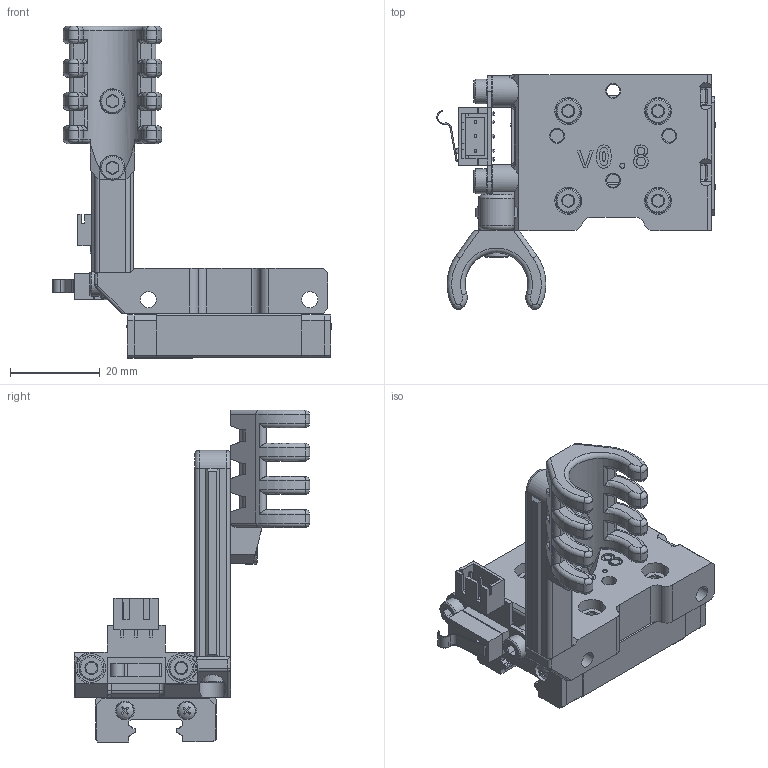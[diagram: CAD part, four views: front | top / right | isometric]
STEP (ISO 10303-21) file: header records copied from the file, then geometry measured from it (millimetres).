
FILE_DESCRIPTION(/* description */ (''),/* implementation_level */ '2;1');
FILE_NAME(/* name */ 'top_right_endstop_anchor.step',/* time_stamp */ '2024-02-26T08:01:02-06:00',/* author */ (''),/* organization */ (''),/* preprocessor_version */ 'ST-DEVELOPER v20',/* originating_system */ 'Autodesk Translation Framework v12.20.1.177',/* authorisation */ '');
FILE_SCHEMA (('AUTOMOTIVE_DESIGN { 1 0 10303 214 3 1 1 }'));
Length unit declared in the file: millimetre
Products named in the file (18): top_right_endstop_anchor; top_right_endstop_anchor_1; Hardware; Right Common; Screw, M3 x 8mm, SHCS; Screw, M3 x 8mm, SHCS_1; Screw, M3 x 8mm, SHCS_2; Screw, M3 x 8mm, SHCS_3; PN632; Right Endstop with Anchor; Cable Guide; cable_guide; Cable Anchor; PN596; Screw, M3 x 8mm, SHCS_4; 91292A112_18-8 Stainless Steel Socket Head Screw; Horizontal Limit Switch; Screw, M3 x 6mm, SHCS
Assembly tree (32 placements, depth 6):
  top_right_endstop_anchor
    top_right_endstop_anchor_1
    Hardware
      Right Common
        PN596  x4
        Screw, M3 x 8mm, SHCS
          91292A112_18-8 Stainless Steel Socket Head Screw
        Screw, M3 x 8mm, SHCS_1
          91292A112_18-8 Stainless Steel Socket Head Screw
        Screw, M3 x 8mm, SHCS_2
          91292A112_18-8 Stainless Steel Socket Head Screw
        Screw, M3 x 8mm, SHCS_3
          91292A112_18-8 Stainless Steel Socket Head Screw
        PN632
      Right Endstop with Anchor
        PN596  x2
        Cable Guide
          cable_guide
          Cable Anchor
          PN596  x3
          Screw, M3 x 8mm, SHCS_4  x2
            91292A112_18-8 Stainless Steel Socket Head Screw
        Horizontal Limit Switch
        Screw, M3 x 6mm, SHCS  x3
Bounding box: 62.13 x 52.43 x 74 mm (x, y, z)
Volume: 31224.4 mm3; surface area: 21863.3 mm2
Topology: 31 solids, 31 shells, 2188 faces, 5801 edges, 3772 vertices
Faces by surface type: bspline 831, plane 641, cylinder 514, cone 124, torus 74, sphere 4
Full cylindrical faces by diameter (mm): 2.5 x4, 2.9 x9, 3 x13, 3.2 x2, 3.3 x16, 3.6 x2, 4.2 x13, 4.25 x9, 4.6 x9, 4.7 x9, 5.5 x9, 5.6 x1, 6 x5, 6.4 x4
Entity records: 40038 total; most frequent: CARTESIAN_POINT 11432, ORIENTED_EDGE 5994, DIRECTION 5455, EDGE_CURVE 2997, AXIS2_PLACEMENT_3D 1932, VERTEX_POINT 1928, LINE 1591, VECTOR 1591
